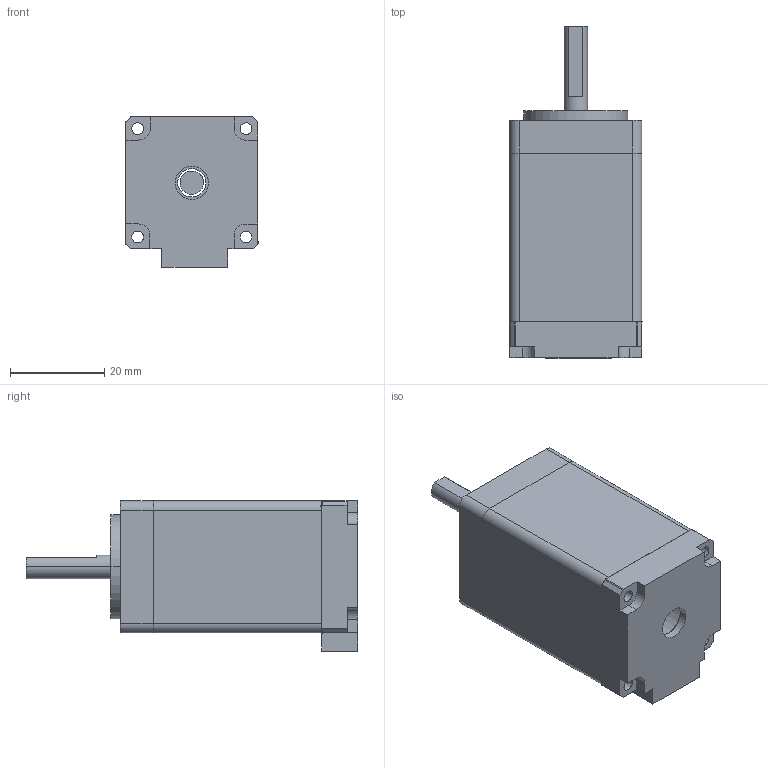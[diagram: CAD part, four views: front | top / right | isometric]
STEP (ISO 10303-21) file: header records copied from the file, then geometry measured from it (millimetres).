
FILE_DESCRIPTION((''),'2;1');
FILE_NAME('ASM0002_ASM','2023-06-10T17:05:08',('zhengdongmei'),(''),'CREO PARAMETRIC BY PTC INC, 2017260','CREO PARAMETRIC BY PTC INC, 2017260','');
FILE_SCHEMA(('CONFIG_CONTROL_DESIGN','GEOMETRIC_VALIDATION_PROPERTIES_MIM'));
Length unit declared in the file: millimetre
Products named in the file (10): NEMA11STATOR_1_1_1_1_1_2; NEMA11FRONTENDBELL_1_1_1_1_1_2; AW11TE10DFC001_ASM_1_ASM_1_AS_2_ASM; ASM0002_ASM_1_ASM_1_1_1_2; NEMA11_ASM_1_ASM_1_ASM_1_1_2_ASM; MT11HE12010B401_ASM_1_ASM_1_1_2_ASM; ZHOU_1_1_2; RE11_1_1_2; MT11HE20010M400_ASM_1_1_2_ASM; ASM0002_ASM
Assembly tree (9 placements, depth 6):
  ASM0002_ASM
    MT11HE20010M400_ASM_1_1_2_ASM
      MT11HE12010B401_ASM_1_ASM_1_1_2_ASM
        NEMA11_ASM_1_ASM_1_ASM_1_1_2_ASM
          AW11TE10DFC001_ASM_1_ASM_1_AS_2_ASM
            NEMA11STATOR_1_1_1_1_1_2
            NEMA11FRONTENDBELL_1_1_1_1_1_2
          ASM0002_ASM_1_ASM_1_1_1_2
      ZHOU_1_1_2
      RE11_1_1_2
Bounding box: 28.17 x 70.4 x 31.91 mm (x, y, z)
Volume: 26198.5 mm3; surface area: 16475.3 mm2
Topology: 4 solids, 4 shells, 207 faces, 530 edges, 336 vertices
Faces by surface type: cylinder 92, plane 80, bspline 15, cone 10, sphere 6, torus 4
Entity records: 8740 total; most frequent: CARTESIAN_POINT 3161, DIRECTION 1118, ORIENTED_EDGE 1048, EDGE_CURVE 524, AXIS2_PLACEMENT_3D 421, VERTEX_POINT 336, VECTOR 276, LINE 276
